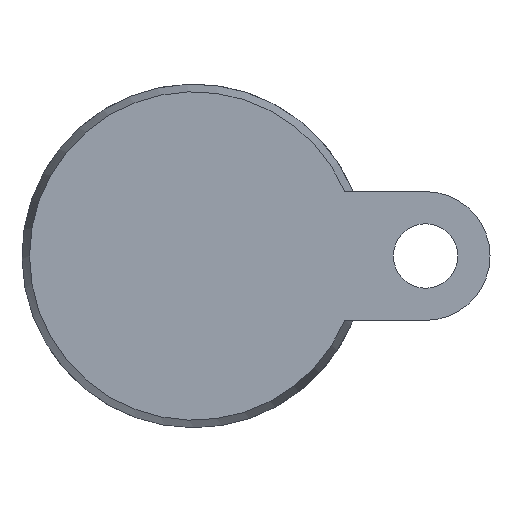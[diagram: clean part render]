
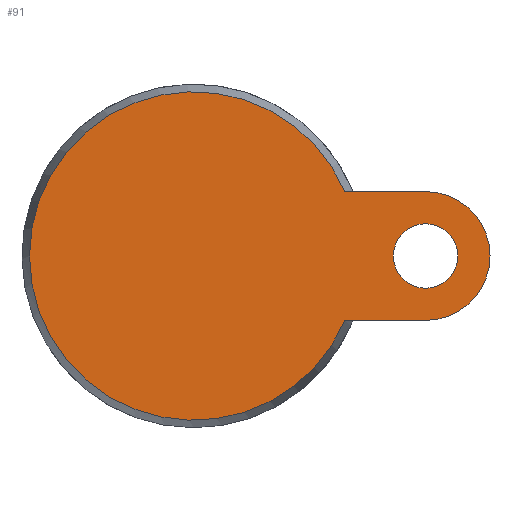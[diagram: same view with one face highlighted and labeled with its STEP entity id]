
A CAD part, front view. The second image highlights one B-rep face of the part: STEP entity #91.
In plain terms, the highlighted planar face has unit normal (0, -1, 0).
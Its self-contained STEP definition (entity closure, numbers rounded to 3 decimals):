
#91 = ADVANCED_FACE( '', ( #214, #215 ), #216, .F. );
#214 = FACE_BOUND( '', #373, .T. );
#215 = FACE_OUTER_BOUND( '', #374, .T. );
#216 = PLANE( '', #375 );
#373 = EDGE_LOOP( '', ( #611 ) );
#374 = EDGE_LOOP( '', ( #612, #613, #614, #615 ) );
#375 = AXIS2_PLACEMENT_3D( '', #616, #617, #618 );
#611 = ORIENTED_EDGE( '', *, *, #922, .T. );
#612 = ORIENTED_EDGE( '', *, *, #923, .F. );
#613 = ORIENTED_EDGE( '', *, *, #896, .T. );
#614 = ORIENTED_EDGE( '', *, *, #924, .F. );
#615 = ORIENTED_EDGE( '', *, *, #899, .F. );
#616 = CARTESIAN_POINT( '', ( 38.25, 0., 0. ) );
#617 = DIRECTION( '', ( 0., 1., 0. ) );
#618 = DIRECTION( '', ( 0., 0., 1. ) );
#896 = EDGE_CURVE( '', #1042, #1046, #1048, .T. );
#899 = EDGE_CURVE( '', #1052, #1053, #1054, .T. );
#922 = EDGE_CURVE( '', #1089, #1089, #1090, .T. );
#923 = EDGE_CURVE( '', #1042, #1052, #1091, .T. );
#924 = EDGE_CURVE( '', #1053, #1046, #1092, .T. );
#1042 = VERTEX_POINT( '', #1266 );
#1046 = VERTEX_POINT( '', #1273 );
#1048 = CIRCLE( '', #1278, 38.25 );
#1052 = VERTEX_POINT( '', #1282 );
#1053 = VERTEX_POINT( '', #1283 );
#1054 = CIRCLE( '', #1284, 15. );
#1089 = VERTEX_POINT( '', #1336 );
#1090 = CIRCLE( '', #1337, 7.5 );
#1091 = LINE( '', #1338, #1339 );
#1092 = LINE( '', #1340, #1341 );
#1266 = CARTESIAN_POINT( '', ( 35.186, 0., 15. ) );
#1273 = CARTESIAN_POINT( '', ( 35.186, 0., -15. ) );
#1278 = AXIS2_PLACEMENT_3D( '', #1582, #1583, #1584 );
#1282 = CARTESIAN_POINT( '', ( 54., 0., 15. ) );
#1283 = CARTESIAN_POINT( '', ( 54., 0., -15. ) );
#1284 = AXIS2_PLACEMENT_3D( '', #1588, #1589, #1590 );
#1336 = CARTESIAN_POINT( '', ( 61.5, 0., 0. ) );
#1337 = AXIS2_PLACEMENT_3D( '', #1623, #1624, #1625 );
#1338 = CARTESIAN_POINT( '', ( 0., 0., 15. ) );
#1339 = VECTOR( '', #1626, 1000. );
#1340 = CARTESIAN_POINT( '', ( 54., 0., -15. ) );
#1341 = VECTOR( '', #1627, 1000. );
#1582 = CARTESIAN_POINT( '', ( 0., 0., 0. ) );
#1583 = DIRECTION( '', ( 0., -1., 0. ) );
#1584 = DIRECTION( '', ( 0., 0., -1. ) );
#1588 = CARTESIAN_POINT( '', ( 54., 0., 0. ) );
#1589 = DIRECTION( '', ( 0., 1., 0. ) );
#1590 = DIRECTION( '', ( 1., 0., 0. ) );
#1623 = CARTESIAN_POINT( '', ( 54., 0., 0. ) );
#1624 = DIRECTION( '', ( 0., 1., 0. ) );
#1625 = DIRECTION( '', ( 1., 0., 0. ) );
#1626 = DIRECTION( '', ( 1., 0., 0. ) );
#1627 = DIRECTION( '', ( -1., 0., 0. ) );
